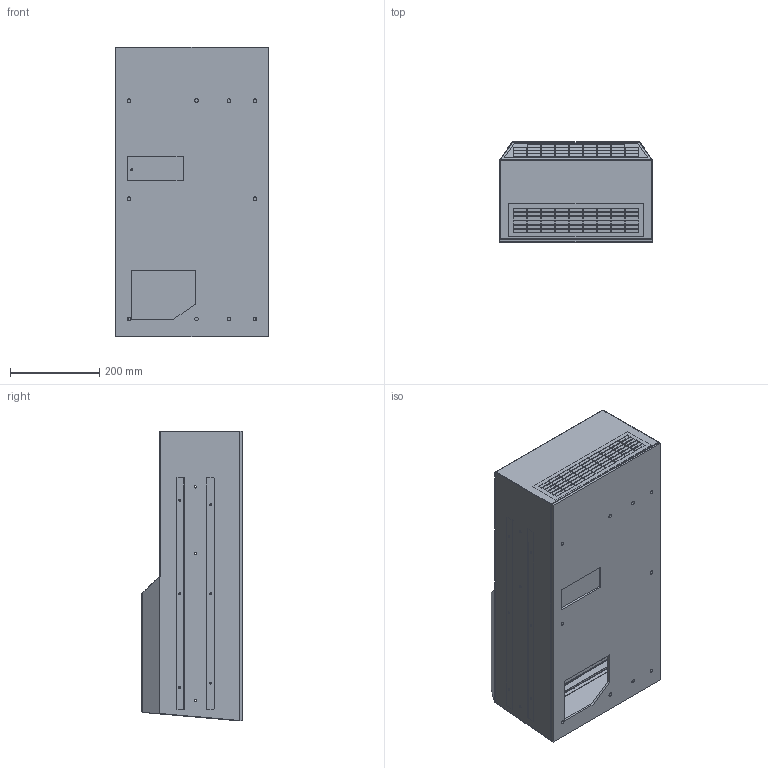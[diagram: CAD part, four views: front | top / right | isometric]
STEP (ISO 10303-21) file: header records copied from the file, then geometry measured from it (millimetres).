
FILE_DESCRIPTION((''),'2;1');
FILE_NAME('KG4268_DUMMY_ASSY_ASM_1_ASM','2018-09-14T',('briang'),(''),'CREO PARAMETRIC BY PTC INC, 2017170','CREO PARAMETRIC BY PTC INC, 2017170','');
FILE_SCHEMA(('CONFIG_CONTROL_DESIGN'));
Length unit declared in the file: millimetre
Products named in the file (12): KG4268_NEMA_COVER_1; KG4268_NEMA_COVER_FLANGE_1; KG4268_NEMA_COVER_SIDE_SEAL_1; KG4268_NEMA_COVER_TOP_SEAL_1; KG4268_NEMA_COVER_IN_MESH_1; KG4268_NEMA_COVER_OUT_MESH_1; KG4268_NEMA_COVER_SEPARATOR_1; KG4268_NEMA_COVER_ASM_1_ASM; KG4268_NEMA_UNIT_COVER_1; KG4268_NEMA_UNIT_COVER_ASM_1_ASM; KG4268_NEMA_COVER_INS_MOUNT_1; KG4268_DUMMY_ASSY_ASM_1_ASM
Assembly tree (13 placements, depth 3):
  KG4268_DUMMY_ASSY_ASM_1_ASM
    KG4268_NEMA_COVER_ASM_1_ASM
      KG4268_NEMA_COVER_1
      KG4268_NEMA_COVER_FLANGE_1  x2
      KG4268_NEMA_COVER_SIDE_SEAL_1  x2
      KG4268_NEMA_COVER_TOP_SEAL_1
      KG4268_NEMA_COVER_IN_MESH_1
      KG4268_NEMA_COVER_OUT_MESH_1
      KG4268_NEMA_COVER_SEPARATOR_1
    KG4268_NEMA_UNIT_COVER_ASM_1_ASM
      KG4268_NEMA_UNIT_COVER_1
    KG4268_NEMA_COVER_INS_MOUNT_1
Bounding box: 342.08 x 225 x 649.81 mm (x, y, z)
Volume: 1983079 mm3; surface area: 2413048.2 mm2
Topology: 11 solids, 11 shells, 1665 faces, 4479 edges, 2866 vertices
Faces by surface type: plane 1286, cylinder 217, torus 108, bspline 54
Entity records: 51319 total; most frequent: CARTESIAN_POINT 10637, ORIENTED_EDGE 8462, DIRECTION 7853, EDGE_CURVE 4231, VECTOR 3529, LINE 3529, VERTEX_POINT 2714, AXIS2_PLACEMENT_3D 2162
